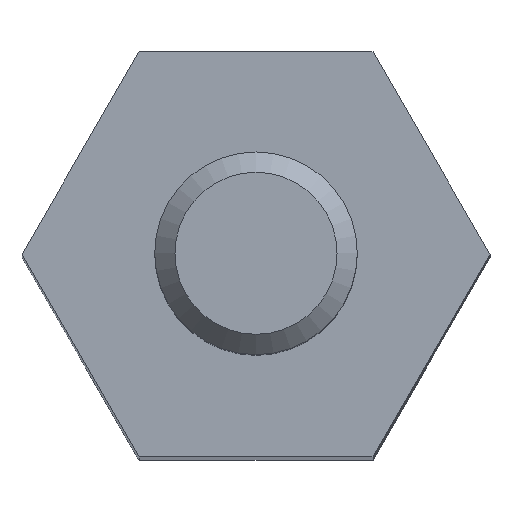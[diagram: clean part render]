
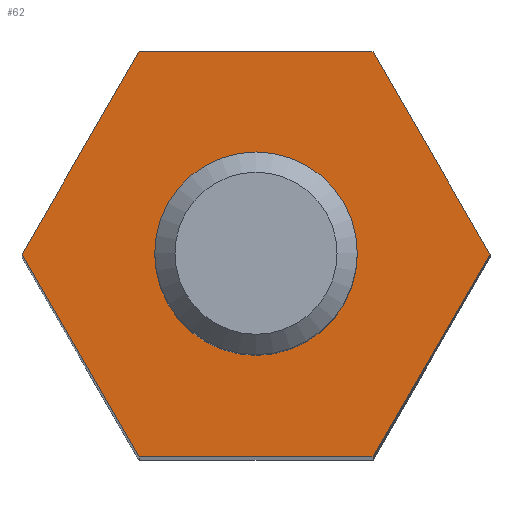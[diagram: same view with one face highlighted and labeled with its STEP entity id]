
A CAD part, top view. The second image highlights one B-rep face of the part: STEP entity #62.
In plain terms, the highlighted planar face has unit normal (0, 0, 1).
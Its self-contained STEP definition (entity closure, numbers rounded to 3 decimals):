
#62 = ADVANCED_FACE( '', ( #139, #140 ), #141, .T. );
#139 = FACE_BOUND( '', #237, .T. );
#140 = FACE_OUTER_BOUND( '', #238, .T. );
#141 = PLANE( '', #239 );
#237 = EDGE_LOOP( '', ( #351 ) );
#238 = EDGE_LOOP( '', ( #352, #353, #354, #355, #356, #357 ) );
#239 = AXIS2_PLACEMENT_3D( '', #358, #359, #360 );
#351 = ORIENTED_EDGE( '', *, *, #521, .T. );
#352 = ORIENTED_EDGE( '', *, *, #522, .T. );
#353 = ORIENTED_EDGE( '', *, *, #519, .T. );
#354 = ORIENTED_EDGE( '', *, *, #506, .T. );
#355 = ORIENTED_EDGE( '', *, *, #523, .T. );
#356 = ORIENTED_EDGE( '', *, *, #524, .T. );
#357 = ORIENTED_EDGE( '', *, *, #525, .T. );
#358 = CARTESIAN_POINT( '', ( 0., 0., 0. ) );
#359 = DIRECTION( '', ( 0., 0., 1. ) );
#360 = DIRECTION( '', ( 1., 0., 0. ) );
#506 = EDGE_CURVE( '', #575, #581, #583, .T. );
#519 = EDGE_CURVE( '', #599, #575, #604, .T. );
#521 = EDGE_CURVE( '', #606, #606, #607, .F. );
#522 = EDGE_CURVE( '', #608, #599, #609, .T. );
#523 = EDGE_CURVE( '', #581, #610, #611, .T. );
#524 = EDGE_CURVE( '', #610, #612, #613, .T. );
#525 = EDGE_CURVE( '', #612, #608, #614, .T. );
#575 = VERTEX_POINT( '', #675 );
#581 = VERTEX_POINT( '', #684 );
#583 = LINE( '', #687, #688 );
#599 = VERTEX_POINT( '', #704 );
#604 = LINE( '', #712, #713 );
#606 = VERTEX_POINT( '', #715 );
#607 = CIRCLE( '', #716, 1.3 );
#608 = VERTEX_POINT( '', #717 );
#609 = LINE( '', #718, #719 );
#610 = VERTEX_POINT( '', #720 );
#611 = LINE( '', #721, #722 );
#612 = VERTEX_POINT( '', #723 );
#613 = LINE( '', #724, #725 );
#614 = LINE( '', #726, #727 );
#675 = CARTESIAN_POINT( '', ( 3.464, 0., 0. ) );
#684 = CARTESIAN_POINT( '', ( 1.732, 3., 0. ) );
#687 = CARTESIAN_POINT( '', ( 3.464, 0., 0. ) );
#688 = VECTOR( '', #795, 1000. );
#704 = CARTESIAN_POINT( '', ( 1.732, -3., 0. ) );
#712 = CARTESIAN_POINT( '', ( 1.732, -3., 0. ) );
#713 = VECTOR( '', #814, 1000. );
#715 = CARTESIAN_POINT( '', ( 1.3, 0., 0. ) );
#716 = AXIS2_PLACEMENT_3D( '', #815, #816, #817 );
#717 = CARTESIAN_POINT( '', ( -1.732, -3., 0. ) );
#718 = CARTESIAN_POINT( '', ( -1.732, -3., 0. ) );
#719 = VECTOR( '', #818, 1000. );
#720 = CARTESIAN_POINT( '', ( -1.732, 3., 0. ) );
#721 = CARTESIAN_POINT( '', ( 1.732, 3., 0. ) );
#722 = VECTOR( '', #819, 1000. );
#723 = CARTESIAN_POINT( '', ( -3.464, 0., 0. ) );
#724 = CARTESIAN_POINT( '', ( -1.732, 3., 0. ) );
#725 = VECTOR( '', #820, 1000. );
#726 = CARTESIAN_POINT( '', ( -3.464, 0., 0. ) );
#727 = VECTOR( '', #821, 1000. );
#795 = DIRECTION( '', ( -0.5, 0.866, 0. ) );
#814 = DIRECTION( '', ( 0.5, 0.866, 0. ) );
#815 = CARTESIAN_POINT( '', ( 0., 0., 0. ) );
#816 = DIRECTION( '', ( 0., 0., 1. ) );
#817 = DIRECTION( '', ( 1., 0., 0. ) );
#818 = DIRECTION( '', ( 1., 0., 0. ) );
#819 = DIRECTION( '', ( -1., 0., 0. ) );
#820 = DIRECTION( '', ( -0.5, -0.866, 0. ) );
#821 = DIRECTION( '', ( 0.5, -0.866, 0. ) );
